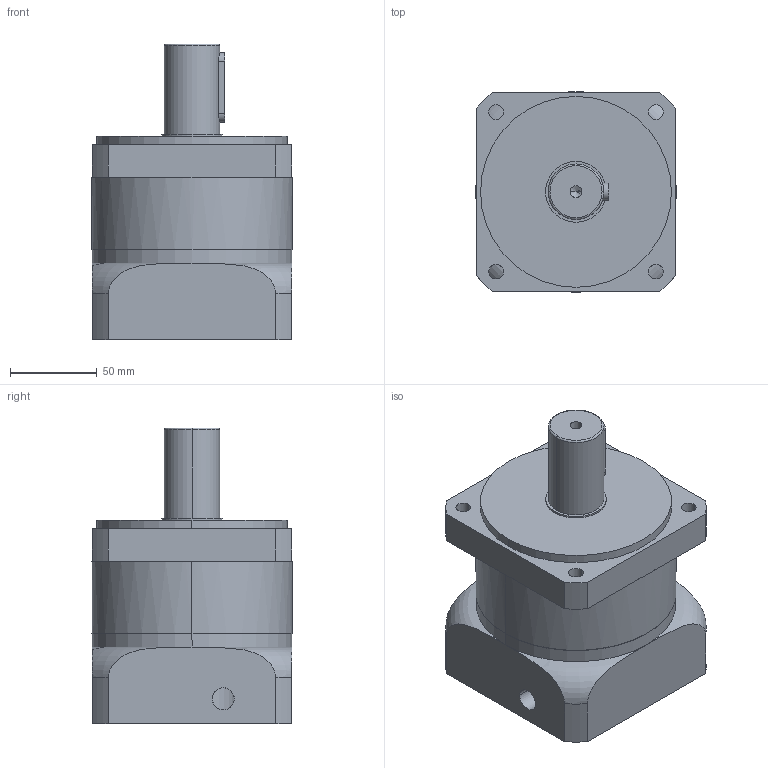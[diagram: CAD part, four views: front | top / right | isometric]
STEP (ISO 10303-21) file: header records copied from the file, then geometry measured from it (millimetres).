
FILE_DESCRIPTION (( 'STEP AP214' ), '1' );
FILE_NAME ('DH120-L1-XX-19-70-90-M6_2019.STEP', '2019-03-14T01:18:58', ( 'Y' ), ( 'NCU' ), 'SwSTEP 2.0', 'SolidWorks 2016', '' );
FILE_SCHEMA (( 'AUTOMOTIVE_DESIGN' ));
Length unit declared in the file: millimetre
Products named in the file (1): DH120-L1-XX-19-70-90-M6_2019
Bounding box: 115.5 x 115.5 x 170.5 mm (x, y, z)
Volume: 1317540.9 mm3; surface area: 120421.4 mm2
Topology: 1 solids, 9 shells, 254 faces, 575 edges, 364 vertices
Faces by surface type: plane 121, cylinder 101, cone 26, torus 6
Entity records: 8649 total; most frequent: CARTESIAN_POINT 1860, DIRECTION 1280, ORIENTED_EDGE 1130, EDGE_CURVE 565, AXIS2_PLACEMENT_3D 480, VERTEX_POINT 364, LINE 320, VECTOR 320
